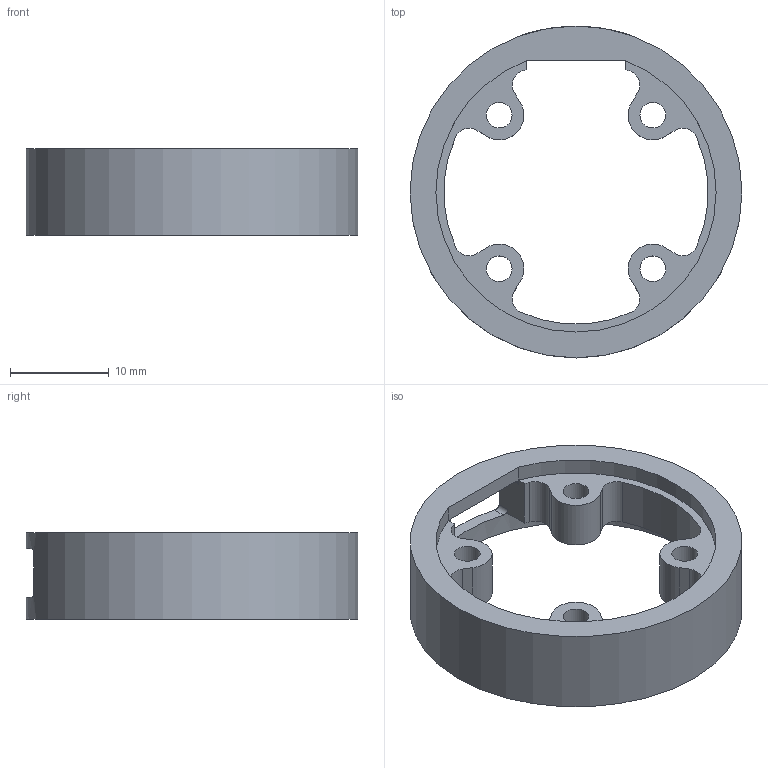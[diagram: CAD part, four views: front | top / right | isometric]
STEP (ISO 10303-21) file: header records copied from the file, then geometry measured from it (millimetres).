
FILE_DESCRIPTION(/* description */ (''),/* implementation_level */ '2;1');
FILE_NAME(/* name */ '',/* time_stamp */ '2023-11-07T12:43:40+08:00',/* author */ (''),/* organization */ (''),/* preprocessor_version */ 'ST-DEVELOPER v20',/* originating_system */ 'Autodesk Translation Framework v12.14.0.127',/* authorisation */ '');
FILE_SCHEMA (('AUTOMOTIVE_DESIGN { 1 0 10303 214 3 1 1 }'));
Length unit declared in the file: millimetre
Products named in the file (1): PCB固定件
Bounding box: 33.6 x 33.6 x 8.72 mm (x, y, z)
Volume: 2467.4 mm3; surface area: 2688.9 mm2
Topology: 1 solids, 1 shells, 45 faces, 130 edges, 86 vertices
Faces by surface type: cylinder 28, plane 17
Full cylindrical faces by diameter (mm): 2.6 x4, 31.2 x1, 33.6 x1
Entity records: 1608 total; most frequent: CARTESIAN_POINT 316, DIRECTION 270, ORIENTED_EDGE 260, EDGE_CURVE 130, AXIS2_PLACEMENT_3D 100, VERTEX_POINT 86, LINE 70, VECTOR 70
